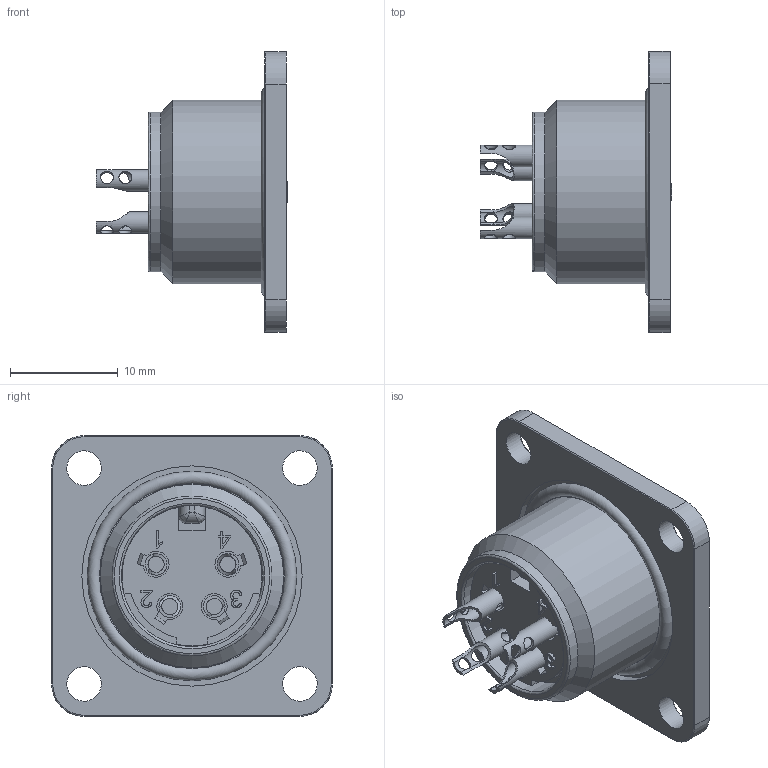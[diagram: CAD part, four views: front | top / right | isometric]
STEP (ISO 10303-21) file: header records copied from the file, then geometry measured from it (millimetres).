
FILE_DESCRIPTION(/* description */ (''),/* implementation_level */ '2;1');
FILE_NAME(/* name */ 'c091 31t004 100 2 unxc001-02.stp',/* time_stamp */ '2021-02-10T09:56:16+01:00',/* author */ (''),/* organization */ (''),/* preprocessor_version */ 'ST-DEVELOPER v16.7',/* originating_system */ 'SIEMENS PLM Software NX 12.0',/* authorisation */ '');
FILE_SCHEMA (('AUTOMOTIVE_DESIGN { 1 0 10303 214 3 1 1 1 }'));
Length unit declared in the file: millimetre
Products named in the file (1): c091 31t004 100 2 unxc001-02
Bounding box: 17.75 x 26 x 26 mm (x, y, z)
Volume: 2887.6 mm3; surface area: 3287 mm2
Topology: 1 solids, 1 shells, 219 faces, 581 edges, 379 vertices
Faces by surface type: plane 124, cylinder 66, cone 10, extrusion 10, bspline 8, torus 1
Full cylindrical faces by diameter (mm): 1 x4, 1.2 x8, 1.5 x4, 2 x4, 3.2 x4, 13.1 x1, 14.7 x1, 14.8 x1, 15.3 x1, 15.4 x1, 16.2 x1, 17 x1, 20.4 x1
Entity records: 8203 total; most frequent: CARTESIAN_POINT 2322, ORIENTED_EDGE 1042, DIRECTION 899, EDGE_CURVE 521, VERTEX_POINT 369, EDGE_LOOP 316, AXIS2_PLACEMENT_3D 315, VECTOR 269
